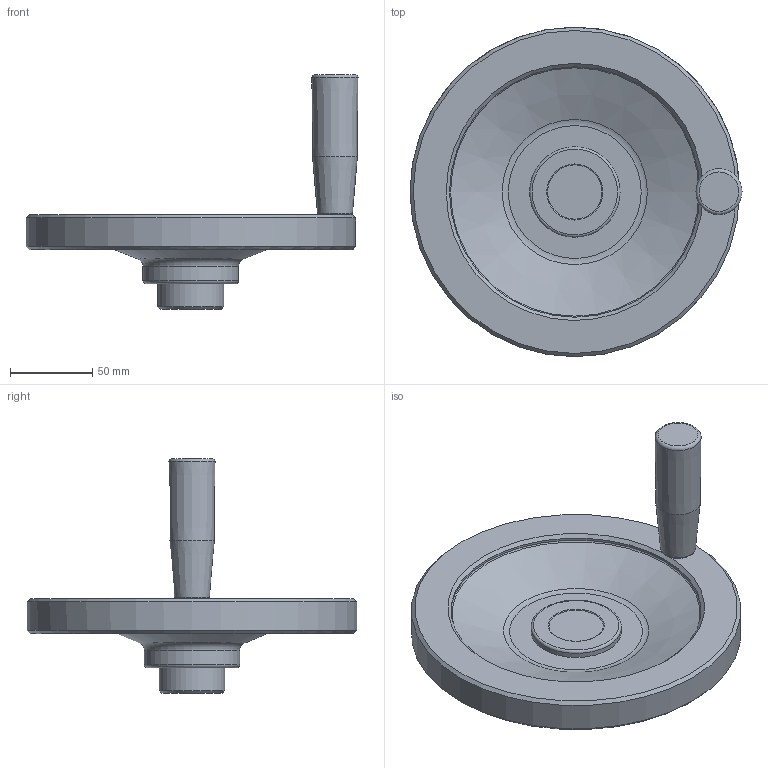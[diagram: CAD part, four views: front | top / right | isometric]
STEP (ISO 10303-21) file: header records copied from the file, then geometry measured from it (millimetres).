
FILE_DESCRIPTION( ( 'Unknown' ), '1' );
FILE_NAME( '6161226_VPRAX200_M.stp', 'Unknown', ( 'Unknown' ), ( 'Unknown' ), 'PSStep 14.0', 'Unknown', ' ' );
FILE_SCHEMA( ( 'AUTOMOTIVE_DESIGN { 1 0 10303 214 1 1 1 1 }' ) );
Length unit declared in the file: millimetre
Products named in the file (1): 7102021
Bounding box: 201.48 x 200 x 142.5 mm (x, y, z)
Volume: 485803.2 mm3; surface area: 100223.2 mm2
Topology: 1 solids, 3 shells, 93 faces, 210 edges, 131 vertices
Faces by surface type: plane 38, cylinder 19, cone 15, torus 12, bspline 9
Full cylindrical faces by diameter (mm): 5.1 x1, 6 x1, 8.3 x1, 8.376 x2, 9 x1, 10 x1, 10.6 x1, 14 x1, 14.5 x1, 40 x1, 54.9 x1, 58 x1, 152 x1, 200 x1
Entity records: 4634 total; most frequent: CARTESIAN_POINT 2072, DIRECTION 386, ORIENTED_EDGE 304, AXIS2_PLACEMENT_3D 168, EDGE_CURVE 152, EDGE_LOOP 143, FACE_OUTER_BOUND 117, VERTEX_POINT 115
